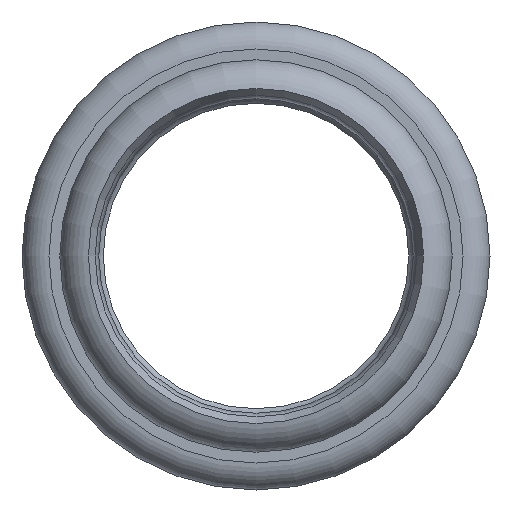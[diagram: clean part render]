
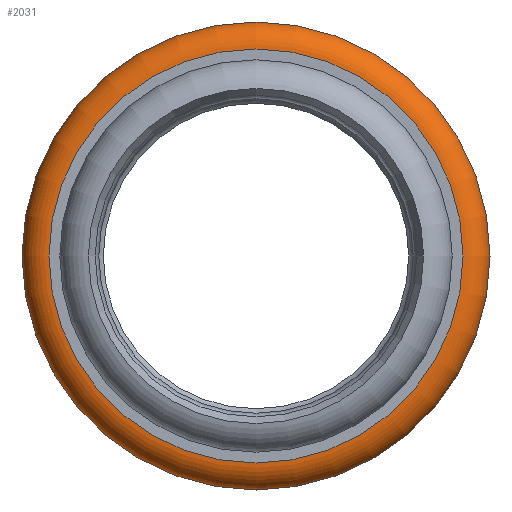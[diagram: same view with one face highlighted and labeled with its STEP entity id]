
A CAD part, left-side view. The second image highlights one B-rep face of the part: STEP entity #2031.
In plain terms, the highlighted toroidal (fillet/blend) face has major radius 23.05 mm and minor radius 3 mm.
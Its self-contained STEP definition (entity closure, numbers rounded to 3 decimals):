
#261=FACE_OUTER_BOUND('',#408,.T.);
#408=EDGE_LOOP('',(#1819,#1820,#1821,#1822,#1823,#1824));
#686=CIRCLE('',#2424,23.05);
#687=CIRCLE('',#2425,23.05);
#688=CIRCLE('',#2427,23.05);
#689=CIRCLE('',#2428,23.05);
#690=CIRCLE('',#2429,3.);
#931=VERTEX_POINT('',#3889);
#932=VERTEX_POINT('',#3890);
#933=VERTEX_POINT('',#3894);
#934=VERTEX_POINT('',#3895);
#1234=EDGE_CURVE('',#931,#932,#686,.T.);
#1235=EDGE_CURVE('',#932,#931,#687,.T.);
#1236=EDGE_CURVE('',#933,#934,#688,.T.);
#1237=EDGE_CURVE('',#934,#933,#689,.T.);
#1238=EDGE_CURVE('',#934,#932,#690,.T.);
#1819=ORIENTED_EDGE('',*,*,#1236,.F.);
#1820=ORIENTED_EDGE('',*,*,#1237,.F.);
#1821=ORIENTED_EDGE('',*,*,#1238,.T.);
#1822=ORIENTED_EDGE('',*,*,#1235,.T.);
#1823=ORIENTED_EDGE('',*,*,#1234,.T.);
#1824=ORIENTED_EDGE('',*,*,#1238,.F.);
#1924=TOROIDAL_SURFACE('',#2426,23.05,3.);
#2031=ADVANCED_FACE('',(#261),#1924,.T.);
#2424=AXIS2_PLACEMENT_3D('',#3891,#3209,#3210);
#2425=AXIS2_PLACEMENT_3D('',#3892,#3211,#3212);
#2426=AXIS2_PLACEMENT_3D('',#3893,#3213,#3214);
#2427=AXIS2_PLACEMENT_3D('',#3896,#3215,#3216);
#2428=AXIS2_PLACEMENT_3D('',#3897,#3217,#3218);
#2429=AXIS2_PLACEMENT_3D('',#3898,#3219,#3220);
#3209=DIRECTION('center_axis',(-1.,0.,0.));
#3210=DIRECTION('ref_axis',(0.,0.,1.));
#3211=DIRECTION('center_axis',(-1.,0.,0.));
#3212=DIRECTION('ref_axis',(0.,0.,1.));
#3213=DIRECTION('center_axis',(-1.,0.,0.));
#3214=DIRECTION('ref_axis',(0.,0.,1.));
#3215=DIRECTION('center_axis',(-1.,0.,0.));
#3216=DIRECTION('ref_axis',(0.,0.,1.));
#3217=DIRECTION('center_axis',(-1.,0.,0.));
#3218=DIRECTION('ref_axis',(0.,0.,1.));
#3219=DIRECTION('center_axis',(0.,-1.,0.));
#3220=DIRECTION('ref_axis',(0.,0.,-1.));
#3889=CARTESIAN_POINT('',(-33.,0.,23.05));
#3890=CARTESIAN_POINT('',(-33.,0.,-23.05));
#3891=CARTESIAN_POINT('Origin',(-33.,0.,0.));
#3892=CARTESIAN_POINT('Origin',(-33.,0.,0.));
#3893=CARTESIAN_POINT('Origin',(-36.,0.,0.));
#3894=CARTESIAN_POINT('',(-39.,0.,23.05));
#3895=CARTESIAN_POINT('',(-39.,0.,-23.05));
#3896=CARTESIAN_POINT('Origin',(-39.,0.,0.));
#3897=CARTESIAN_POINT('Origin',(-39.,0.,0.));
#3898=CARTESIAN_POINT('Origin',(-36.,0.,-23.05));
